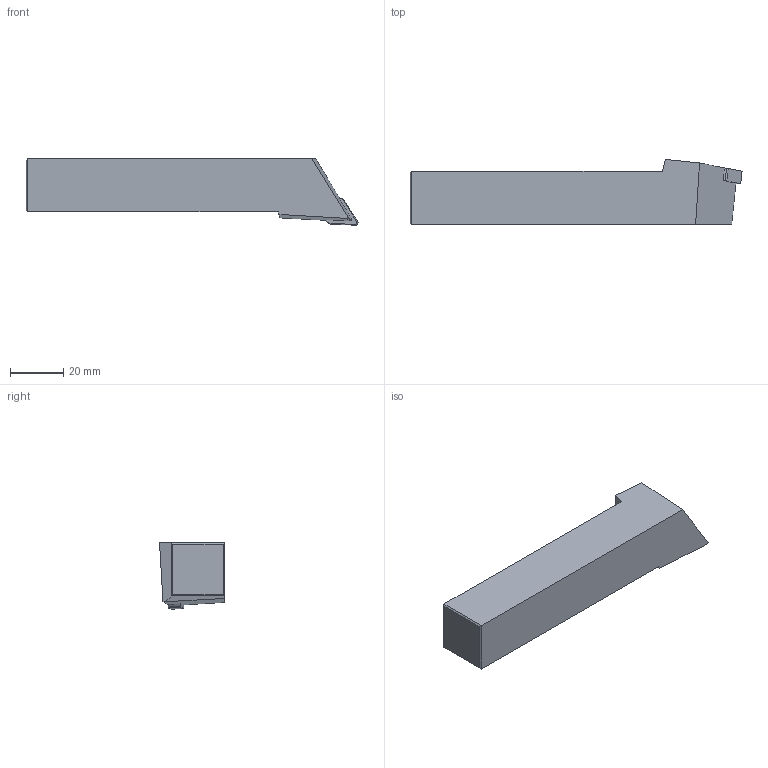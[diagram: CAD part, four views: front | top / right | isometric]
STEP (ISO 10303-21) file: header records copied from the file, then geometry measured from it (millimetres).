
FILE_DESCRIPTION((''),'2;1');
FILE_NAME('7054012000_ASM','2020-11-10T16:21:13',('schmidtst'),(''),'CREO PARAMETRIC BY PTC INC, 2020053','CREO PARAMETRIC BY PTC INC, 2020053','');
FILE_SCHEMA(('AP242_MANAGED_MODEL_BASED_3D_ENGINEERING_MIM_LF { 1 0 10303 442 1 1 4 }'));
Length unit declared in the file: millimetre
Products named in the file (3): 7054012000NC; 7054012000C; 7054012000_ASM
Assembly tree (2 placements, depth 2):
  7054012000_ASM
    7054012000NC
    7054012000C
Bounding box: 125.01 x 24.47 x 25 mm (x, y, z)
Volume: 48239.1 mm3; surface area: 10921.6 mm2
Topology: 2 solids, 2 shells, 34 faces, 107 edges, 79 vertices
Faces by surface type: plane 24, cylinder 6, torus 2, cone 2
Entity records: 2505 total; most frequent: DIRECTION 281, CARTESIAN_POINT 249, ORIENTED_EDGE 162, PRESENTATION_STYLE_ASSIGNMENT 130, STYLED_ITEM 130, CURVE_STYLE 127, PROPERTY_DEFINITION 106, REPRESENTATION 104
